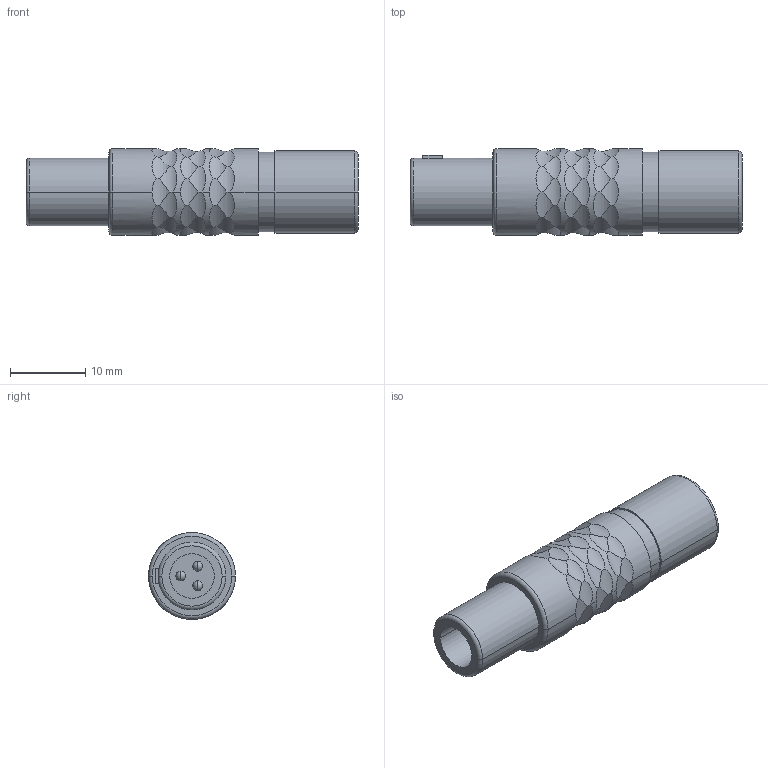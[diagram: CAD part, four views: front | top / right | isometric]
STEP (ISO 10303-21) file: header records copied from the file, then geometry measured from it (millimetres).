
FILE_DESCRIPTION((''),'2;1');
FILE_NAME('S11L0C-P03M','2022-03-29T15:56:51',('RTrager'),(''),'CREO PARAMETRIC BY PTC INC, 2020184','CREO PARAMETRIC BY PTC INC, 2020184','');
FILE_SCHEMA(('AP242_MANAGED_MODEL_BASED_3D_ENGINEERING_MIM_LF { 1 0 10303 442 1 1 4 }'));
Length unit declared in the file: millimetre
Products named in the file (1): S11L0C-P03M
Bounding box: 44 x 11.5 x 11.5 mm (x, y, z)
Volume: 3031.6 mm3; surface area: 2444 mm2
Topology: 1 solids, 1 shells, 151 faces, 395 edges, 253 vertices
Faces by surface type: cylinder 108, plane 23, torus 9, sphere 6, bspline 5
Entity records: 8516 total; most frequent: CARTESIAN_POINT 4081, ORIENTED_EDGE 778, DIRECTION 573, EDGE_CURVE 389, VERTEX_POINT 253, AXIS2_PLACEMENT_3D 247, B_SPLINE_CURVE_WITH_KNOTS 209, EDGE_LOOP 164
